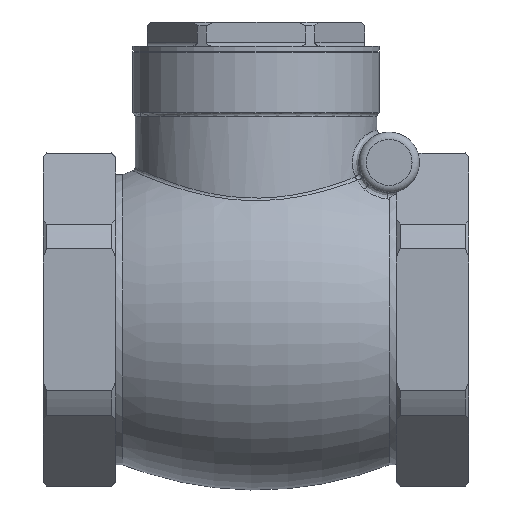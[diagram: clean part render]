
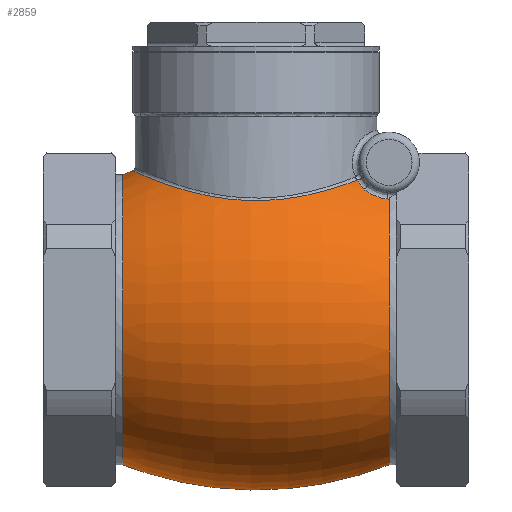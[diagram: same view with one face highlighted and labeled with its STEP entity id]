
A CAD part, left-side view. The second image highlights one B-rep face of the part: STEP entity #2859.
In plain terms, the highlighted toroidal (fillet/blend) face has major radius 79.553 mm and minor radius 150 mm.
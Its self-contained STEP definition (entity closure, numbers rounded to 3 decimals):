
#32=DEGENERATE_TOROIDAL_SURFACE('',#3025,79.553,150.,.F.);
#93=B_SPLINE_CURVE_WITH_KNOTS('',3,(#4050,#4051,#4052,#4053),
 .UNSPECIFIED.,.F.,.F.,(4,4),(0.,0.001),
 .UNSPECIFIED.);
#94=B_SPLINE_CURVE_WITH_KNOTS('',3,(#4055,#4056,#4057,#4058,#4059,#4060,
#4061),.UNSPECIFIED.,.F.,.F.,(4,1,1,1,4),(0.,0.003,0.006,
0.009,0.012),.UNSPECIFIED.);
#95=B_SPLINE_CURVE_WITH_KNOTS('',3,(#4063,#4064,#4065,#4066,#4067),
 .UNSPECIFIED.,.F.,.F.,(4,1,4),(0.012,0.016,0.019),
 .UNSPECIFIED.);
#96=B_SPLINE_CURVE_WITH_KNOTS('',3,(#4069,#4070,#4071,#4072,#4073,#4074,
#4075,#4076,#4077,#4078,#4079,#4080,#4081,#4082,#4083,#4084,#4085,#4086,
#4087,#4088,#4089,#4090,#4091,#4092,#4093,#4094,#4095,#4096,#4097,#4098,
#4099,#4100,#4101,#4102,#4103,#4104,#4105,#4106,#4107,#4108,#4109,#4110,
#4111,#4112,#4113),.UNSPECIFIED.,.F.,.F.,(4,1,1,1,1,1,1,1,1,1,1,1,1,1,1,
1,1,1,1,1,1,1,1,1,1,1,1,1,1,1,1,1,1,1,1,1,1,1,1,1,1,1,4),(0.295,
0.303,0.311,0.319,0.328,
0.336,0.34,0.344,0.352,
0.356,0.36,0.364,0.368,0.372,
0.376,0.38,0.384,0.389,
0.393,0.401,0.405,0.409,
0.417,0.425,0.433,0.441,
0.45,0.454,0.458,0.466,
0.47,0.474,0.482,0.49,
0.498,0.502,0.506,0.515,
0.523,0.531,0.539,0.547,0.555),
 .UNSPECIFIED.);
#97=B_SPLINE_CURVE_WITH_KNOTS('',3,(#4115,#4116,#4117,#4118,#4119),
 .UNSPECIFIED.,.F.,.F.,(4,1,4),(0.,0.003,0.007),
 .UNSPECIFIED.);
#98=B_SPLINE_CURVE_WITH_KNOTS('',3,(#4121,#4122,#4123,#4124,#4125,#4126,
#4127,#4128,#4129,#4130),.UNSPECIFIED.,.F.,.F.,(4,1,1,1,1,1,1,4),(0.,0.001,
0.003,0.004,0.006,0.009,
0.01,0.011),.UNSPECIFIED.);
#99=B_SPLINE_CURVE_WITH_KNOTS('',3,(#4132,#4133,#4134,#4135),
 .UNSPECIFIED.,.F.,.F.,(4,4),(0.019,0.019),
 .UNSPECIFIED.);
#207=CIRCLE('',#2974,60.);
#231=CIRCLE('',#3026,60.);
#488=ORIENTED_EDGE('',*,*,#949,.T.);
#489=ORIENTED_EDGE('',*,*,#1027,.T.);
#490=ORIENTED_EDGE('',*,*,#1028,.T.);
#491=ORIENTED_EDGE('',*,*,#1029,.T.);
#492=ORIENTED_EDGE('',*,*,#1030,.T.);
#493=ORIENTED_EDGE('',*,*,#1031,.T.);
#494=ORIENTED_EDGE('',*,*,#1032,.T.);
#495=ORIENTED_EDGE('',*,*,#1033,.T.);
#496=ORIENTED_EDGE('',*,*,#1034,.T.);
#949=EDGE_CURVE('',#1251,#1250,#207,.T.);
#1027=EDGE_CURVE('',#1250,#1303,#93,.T.);
#1028=EDGE_CURVE('',#1303,#1304,#94,.T.);
#1029=EDGE_CURVE('',#1304,#1305,#95,.T.);
#1030=EDGE_CURVE('',#1305,#1306,#96,.T.);
#1031=EDGE_CURVE('',#1306,#1307,#97,.T.);
#1032=EDGE_CURVE('',#1307,#1308,#98,.T.);
#1033=EDGE_CURVE('',#1308,#1251,#99,.T.);
#1034=EDGE_CURVE('',#1309,#1309,#231,.T.);
#1250=VERTEX_POINT('',#3809);
#1251=VERTEX_POINT('',#3811);
#1303=VERTEX_POINT('',#4054);
#1304=VERTEX_POINT('',#4062);
#1305=VERTEX_POINT('',#4068);
#1306=VERTEX_POINT('',#4114);
#1307=VERTEX_POINT('',#4120);
#1308=VERTEX_POINT('',#4131);
#1309=VERTEX_POINT('',#4137);
#1675=EDGE_LOOP('',(#488,#489,#490,#491,#492,#493,#494,#495));
#1676=EDGE_LOOP('',(#496));
#1819=FACE_BOUND('',#1675,.T.);
#1820=FACE_BOUND('',#1676,.T.);
#2859=ADVANCED_FACE('',(#1819,#1820),#32,.F.);
#2974=AXIS2_PLACEMENT_3D('',#3810,#3240,#3241);
#3025=AXIS2_PLACEMENT_3D('',#4049,#3368,#3369);
#3026=AXIS2_PLACEMENT_3D('',#4136,#3370,#3371);
#3240=DIRECTION('',(0.,1.,0.));
#3241=DIRECTION('',(0.,0.,1.));
#3368=DIRECTION('',(0.,-1.,0.));
#3369=DIRECTION('',(0.,0.,-1.));
#3370=DIRECTION('',(0.,-1.,0.));
#3371=DIRECTION('',(0.,0.,-1.));
#3809=CARTESIAN_POINT('',(-33.389,-55.,49.851));
#3810=CARTESIAN_POINT('',(0.,-55.,0.));
#3811=CARTESIAN_POINT('',(33.389,-55.,49.851));
#4049=CARTESIAN_POINT('',(0.,0.,0.));
#4050=CARTESIAN_POINT('',(-33.389,-55.,49.851));
#4051=CARTESIAN_POINT('',(-33.502,-54.852,49.846));
#4052=CARTESIAN_POINT('',(-33.611,-54.702,49.843));
#4053=CARTESIAN_POINT('',(-33.717,-54.551,49.843));
#4054=CARTESIAN_POINT('',(-33.717,-54.551,49.843));
#4055=CARTESIAN_POINT('',(-33.717,-54.551,49.843));
#4056=CARTESIAN_POINT('',(-34.281,-53.747,49.841));
#4057=CARTESIAN_POINT('',(-35.015,-51.951,50.161));
#4058=CARTESIAN_POINT('',(-35.367,-49.204,51.115));
#4059=CARTESIAN_POINT('',(-35.055,-46.598,52.392));
#4060=CARTESIAN_POINT('',(-34.319,-45.086,53.448));
#4061=CARTESIAN_POINT('',(-33.741,-44.53,54.012));
#4062=CARTESIAN_POINT('',(-33.741,-44.53,54.012));
#4063=CARTESIAN_POINT('',(-33.741,-44.53,54.012));
#4064=CARTESIAN_POINT('',(-33.068,-43.883,54.67));
#4065=CARTESIAN_POINT('',(-31.469,-42.842,55.99));
#4066=CARTESIAN_POINT('',(-29.644,-42.187,57.174));
#4067=CARTESIAN_POINT('',(-28.682,-41.918,57.74));
#4068=CARTESIAN_POINT('',(-28.682,-41.918,57.74));
#4069=CARTESIAN_POINT('',(-28.682,-41.918,57.74));
#4070=CARTESIAN_POINT('',(-30.874,-40.383,57.15));
#4071=CARTESIAN_POINT('',(-34.987,-36.981,55.894));
#4072=CARTESIAN_POINT('',(-40.237,-31.051,53.957));
#4073=CARTESIAN_POINT('',(-44.585,-24.252,52.099));
#4074=CARTESIAN_POINT('',(-47.811,-16.838,50.555));
#4075=CARTESIAN_POINT('',(-49.505,-10.341,49.681));
#4076=CARTESIAN_POINT('',(-50.248,-4.896,49.289));
#4077=CARTESIAN_POINT('',(-50.547,0.522,49.128));
#4078=CARTESIAN_POINT('',(-50.211,5.932,49.31));
#4079=CARTESIAN_POINT('',(-49.219,11.325,49.829));
#4080=CARTESIAN_POINT('',(-48.174,15.227,50.362));
#4081=CARTESIAN_POINT('',(-46.836,19.016,51.021));
#4082=CARTESIAN_POINT('',(-45.203,22.694,51.792));
#4083=CARTESIAN_POINT('',(-43.284,26.235,52.652));
#4084=CARTESIAN_POINT('',(-41.127,29.565,53.563));
#4085=CARTESIAN_POINT('',(-38.724,32.713,54.51));
#4086=CARTESIAN_POINT('',(-36.071,35.68,55.477));
#4087=CARTESIAN_POINT('',(-33.177,38.444,56.44));
#4088=CARTESIAN_POINT('',(-29.085,41.78,57.67));
#4089=CARTESIAN_POINT('',(-24.622,44.627,58.798));
#4090=CARTESIAN_POINT('',(-19.737,46.971,59.77));
#4091=CARTESIAN_POINT('',(-14.72,48.893,60.588));
#4092=CARTESIAN_POINT('',(-8.212,50.535,61.31));
#4093=CARTESIAN_POINT('',(0.043,51.214,61.615));
#4094=CARTESIAN_POINT('',(8.122,50.548,61.316));
#4095=CARTESIAN_POINT('',(16.114,48.541,60.433));
#4096=CARTESIAN_POINT('',(22.241,45.888,59.312));
#4097=CARTESIAN_POINT('',(26.904,43.172,58.222));
#4098=CARTESIAN_POINT('',(31.27,40.133,57.05));
#4099=CARTESIAN_POINT('',(35.222,36.635,55.787));
#4100=CARTESIAN_POINT('',(38.781,32.646,54.488));
#4101=CARTESIAN_POINT('',(41.984,28.431,53.224));
#4102=CARTESIAN_POINT('',(45.35,22.752,51.745));
#4103=CARTESIAN_POINT('',(48.357,15.178,50.28));
#4104=CARTESIAN_POINT('',(49.82,8.639,49.516));
#4105=CARTESIAN_POINT('',(50.38,3.232,49.218));
#4106=CARTESIAN_POINT('',(50.503,-2.279,49.152));
#4107=CARTESIAN_POINT('',(49.852,-8.993,49.502));
#4108=CARTESIAN_POINT('',(47.78,-16.941,50.571));
#4109=CARTESIAN_POINT('',(44.572,-24.267,52.104));
#4110=CARTESIAN_POINT('',(40.228,-31.062,53.96));
#4111=CARTESIAN_POINT('',(35.,-36.969,55.89));
#4112=CARTESIAN_POINT('',(30.861,-40.392,57.153));
#4113=CARTESIAN_POINT('',(28.682,-41.918,57.74));
#4114=CARTESIAN_POINT('',(28.682,-41.918,57.74));
#4115=CARTESIAN_POINT('',(28.682,-41.918,57.74));
#4116=CARTESIAN_POINT('',(29.644,-42.187,57.174));
#4117=CARTESIAN_POINT('',(31.469,-42.842,55.99));
#4118=CARTESIAN_POINT('',(33.068,-43.883,54.67));
#4119=CARTESIAN_POINT('',(33.741,-44.53,54.012));
#4120=CARTESIAN_POINT('',(33.741,-44.53,54.012));
#4121=CARTESIAN_POINT('',(33.741,-44.53,54.012));
#4122=CARTESIAN_POINT('',(34.024,-44.803,53.735));
#4123=CARTESIAN_POINT('',(34.392,-45.537,53.227));
#4124=CARTESIAN_POINT('',(34.691,-46.76,52.559));
#4125=CARTESIAN_POINT('',(34.832,-48.024,51.959));
#4126=CARTESIAN_POINT('',(34.881,-49.753,51.211));
#4127=CARTESIAN_POINT('',(34.77,-51.511,50.523));
#4128=CARTESIAN_POINT('',(34.357,-53.292,49.997));
#4129=CARTESIAN_POINT('',(33.992,-54.159,49.842));
#4130=CARTESIAN_POINT('',(33.717,-54.551,49.843));
#4131=CARTESIAN_POINT('',(33.717,-54.551,49.843));
#4132=CARTESIAN_POINT('',(33.717,-54.551,49.843));
#4133=CARTESIAN_POINT('',(33.611,-54.702,49.843));
#4134=CARTESIAN_POINT('',(33.502,-54.852,49.846));
#4135=CARTESIAN_POINT('',(33.389,-55.,49.851));
#4136=CARTESIAN_POINT('',(0.,55.,0.));
#4137=CARTESIAN_POINT('',(0.,55.,-60.));
